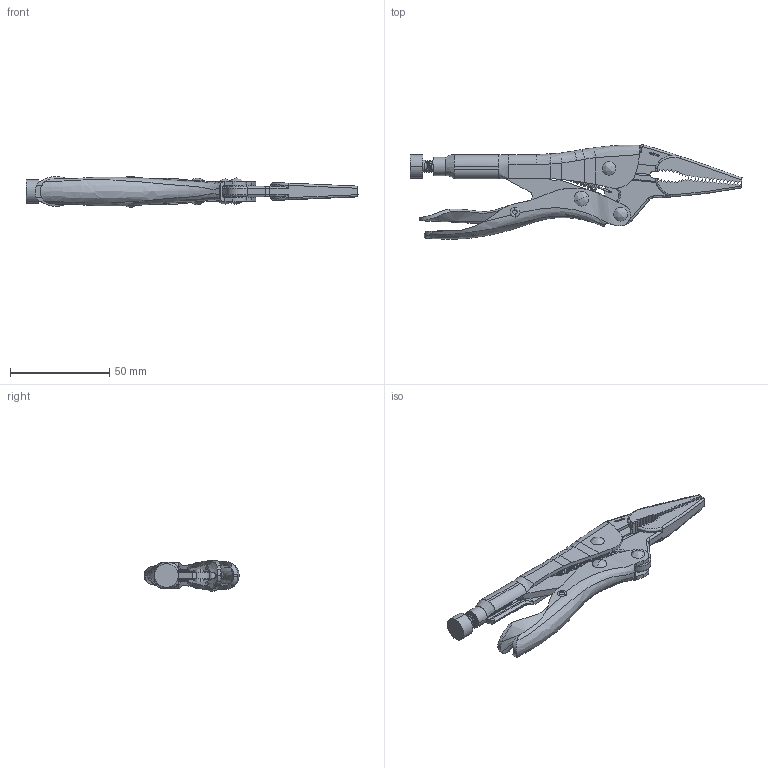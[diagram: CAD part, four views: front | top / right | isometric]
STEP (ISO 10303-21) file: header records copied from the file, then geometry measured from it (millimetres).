
FILE_DESCRIPTION (( 'STEP AP214' ), '1' );
FILE_NAME ('GH-51106(Â²¤Æ).STEP', '2020-07-27T05:48:00', ( 'LinWei' ), ( '' ), 'SwSTEP 2.0', 'SolidWorks 2016', '' );
FILE_SCHEMA (( 'AUTOMOTIVE_DESIGN' ));
Length unit declared in the file: millimetre
Products named in the file (2): Group1^GH-51106(簡化); GH-51106(簡化)
Assembly tree (1 placements, depth 2):
  GH-51106(簡化)
    Group1^GH-51106(簡化)
Bounding box: 167.4 x 47.62 x 15.51 mm (x, y, z)
Volume: 25859.2 mm3; surface area: 24485.2 mm2
Topology: 12 solids, 12 shells, 631 faces, 1685 edges, 1088 vertices
Faces by surface type: cylinder 253, plane 224, bspline 149, cone 3, torus 2
Entity records: 51680 total; most frequent: CARTESIAN_POINT 37593, ORIENTED_EDGE 3370, DIRECTION 2316, EDGE_CURVE 1685, VERTEX_POINT 1088, VECTOR 798, LINE 798, AXIS2_PLACEMENT_3D 759
